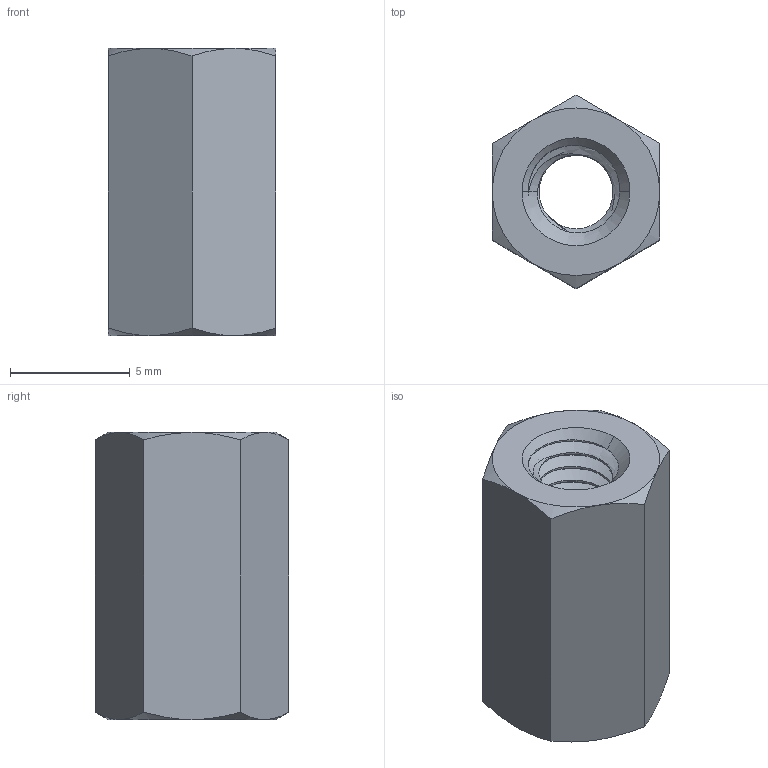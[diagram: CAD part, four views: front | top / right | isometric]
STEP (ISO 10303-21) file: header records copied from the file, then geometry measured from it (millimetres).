
FILE_DESCRIPTION (( 'STEP AP203' ), '1' );
FILE_NAME ('93355A310.step', '2015-05-01T18:47:10', ( '' ), ( '' ), 'SwSTEP 2.0', 'SolidWorks 2010', '' );
FILE_SCHEMA (( 'CONFIG_CONTROL_DESIGN' ));
Length unit declared in the file: millimetre
Products named in the file (1): 93355A310
Bounding box: 7 x 8.08 x 12 mm (x, y, z)
Volume: 386 mm3; surface area: 572.8 mm2
Topology: 1 solids, 1 shells, 94 faces, 262 edges, 170 vertices
Faces by surface type: cylinder 66, cone 18, plane 8, bspline 2
Entity records: 4743 total; most frequent: CARTESIAN_POINT 2699, ORIENTED_EDGE 524, DIRECTION 306, EDGE_CURVE 262, VERTEX_POINT 170, AXIS2_PLACEMENT_3D 115, EDGE_LOOP 96, FACE_OUTER_BOUND 94
